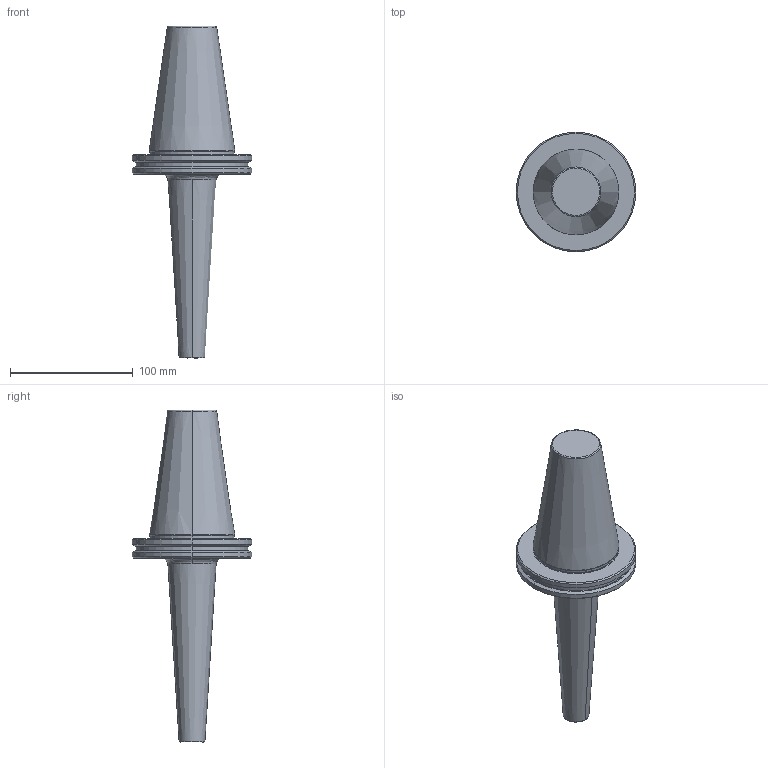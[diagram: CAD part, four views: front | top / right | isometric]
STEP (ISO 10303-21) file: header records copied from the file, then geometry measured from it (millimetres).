
FILE_DESCRIPTION (( 'STEP AP203' ), '1' );
FILE_NAME ('SK 50 MCA12 150 AD+B-2.5G25000 SL.STEP', '2019-05-04T10:40:24', ( '' ), ( '' ), 'SwSTEP 2.0', 'SolidWorks 2014', '' );
FILE_SCHEMA (( 'CONFIG_CONTROL_DESIGN' ));
Length unit declared in the file: millimetre
Products named in the file (1): SK 50 MCA12 150 AD+B-2.5G25000 SL
Bounding box: 97.5 x 97.5 x 270.85 mm (x, y, z)
Volume: 487288.6 mm3; surface area: 49858.2 mm2
Topology: 1 solids, 1 shells, 36 faces, 74 edges, 44 vertices
Faces by surface type: cone 14, bspline 8, cylinder 8, plane 6
Entity records: 1551 total; most frequent: CARTESIAN_POINT 727, DIRECTION 168, ORIENTED_EDGE 148, EDGE_CURVE 74, AXIS2_PLACEMENT_3D 73, VERTEX_POINT 44, CIRCLE 44, EDGE_LOOP 40
